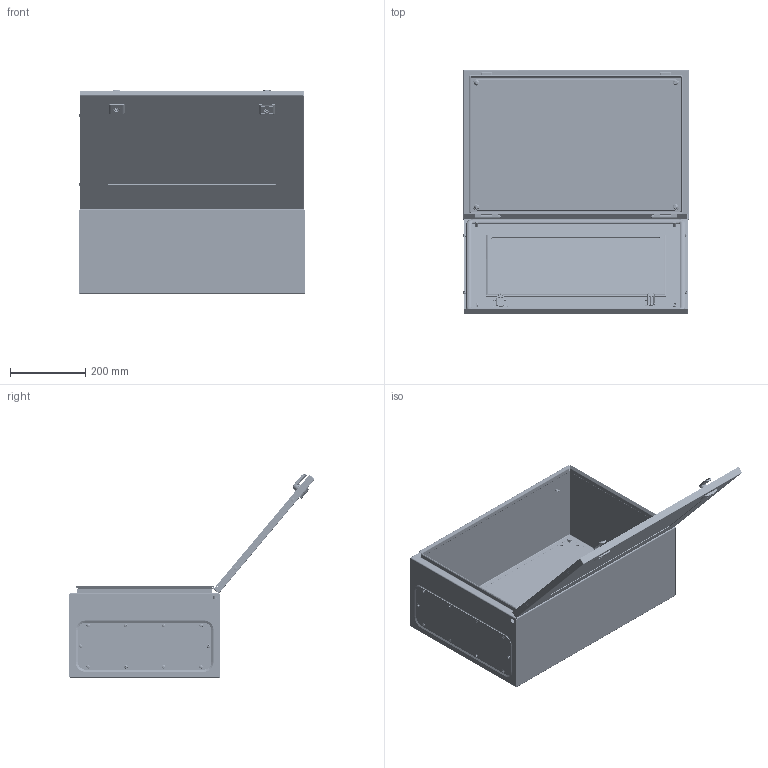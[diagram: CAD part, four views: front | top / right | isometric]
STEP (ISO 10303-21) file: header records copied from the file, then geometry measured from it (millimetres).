
FILE_DESCRIPTION (( 'STEP AP203' ), '1' );
FILE_NAME ('600x400x250 R5CEX0649.step', '2011-10-28T11:54:23', ( 'User' ), ( 'DKC' ), 'SwSTEP 2.0', 'SolidWorks 2011', '' );
FILE_SCHEMA (( 'CONFIG_CONTROL_DESIGN' ));
Products named in the file (36): 600x400x250 R5CEX0649; Mounting plates CE 11111_600x400; Sealant of perno AC00C409; Perno AC00C401_AC00C401; Trasparante dead door CE assemble 11111_600õ400 CB02C281; hermetic for transparente door CE_600x400; Door glass CE_600x400; Handle internal door; Linguetta per porte interne AC00C537_Default; sealant for door CE_600x400; CERNIERA SALDATA_Default; End-cup AC00C112_Default; MOLLA AC00C344_AC00C344; Handle small door CE; Sealant AC00356; AC00C348; Hex Flange Bolt M6x10_ISO 4162 - M6 x 12 x 12-S; Linguetta CE_handle CE; Inserto a doppio pettine AC00C443_AC00C343; BASETTA ESTERNA PER BOX AC00C503_AC00C503; Trasparante dead door CE 11111_600x400; Frames CE assemble 11111_600x400x250 R5CE0649 ; end-cap_AC00C061; land; Tapping screw 4.8x9.5 AC00C352_AC00C352; End-cup AC00C383_Default; Tapping screw 4.2x16_Tapping screw 4.2x16; Blocchetto fissaggio cerniera AC00C354_AC00C354; CERNIERA AC00C399_Default; Flange nut M6_ISO 7044-M6-S; Perno M6 AC00C145_1; Sealant AC00C355; End-cup AC00C317_Default; Flanges CE_327x97; Sealants of flange_327x97; Frames CE 11111_600x400x250
Assembly tree (89 placements, depth 4):
  600x400x250 R5CEX0649
    Sealant of perno AC00C409  x2
    Frames CE assemble 11111_600x400x250 R5CE0649 
      Tapping screw 4.8x9.5 AC00C352_AC00C352  x12
      Flange nut M6_ISO 7044-M6-S  x4
      Sealant AC00C355  x4
      CERNIERA AC00C399_Default  x2
      Perno M6 AC00C145_1  x4
      End-cup AC00C317_Default  x4
      land  x4
      End-cup AC00C383_Default  x2
      Tapping screw 4.2x16_Tapping screw 4.2x16  x4
      Sealants of flange_327x97
      end-cap_AC00C061  x2
      Frames CE 11111_600x400x250
      Flanges CE_327x97
      Blocchetto fissaggio cerniera AC00C354_AC00C354  x2
    Flange nut M6_ISO 7044-M6-S  x4
    Mounting plates CE 11111_600x400
    Trasparante dead door CE assemble 11111_600õ400 CB02C281
      MOLLA AC00C344_AC00C344  x2
      End-cup AC00C112_Default  x4
      land  x4
      hermetic for transparente door CE_600x400
      CERNIERA SALDATA_Default  x2
      sealant for door CE_600x400
      Handle internal door
        Inserto a doppio pettine AC00C443_AC00C343
        Linguetta per porte interne AC00C537_Default
        AC00C348
        Hex Flange Bolt M6x10_ISO 4162 - M6 x 12 x 12-S
        BASETTA ESTERNA PER BOX AC00C503_AC00C503
      Handle small door CE
        Hex Flange Bolt M6x10_ISO 4162 - M6 x 12 x 12-S
        AC00C348
        BASETTA ESTERNA PER BOX AC00C503_AC00C503
        Sealant AC00356
        Linguetta CE_handle CE
        Inserto a doppio pettine AC00C443_AC00C343
      Trasparante dead door CE 11111_600x400
      Door glass CE_600x400
      end-cap_AC00C061  x2
    Perno AC00C401_AC00C401  x2
Bounding box: 600.13 x 651.75 x 544.85 mm (x, y, z)
Volume: 2609007.8 mm3; surface area: 2776242.1 mm2
Topology: 93 solids, 93 shells, 7546 faces, 19859 edges, 12612 vertices
Faces by surface type: bspline 2616, cylinder 1947, plane 1485, cone 1270, torus 188, sphere 40
Entity records: 152365 total; most frequent: CARTESIAN_POINT 93699, ORIENTED_EDGE 11962, DIRECTION 10085, EDGE_CURVE 5981, VERTEX_POINT 3760, AXIS2_PLACEMENT_3D 3703, LINE 2679, VECTOR 2679
